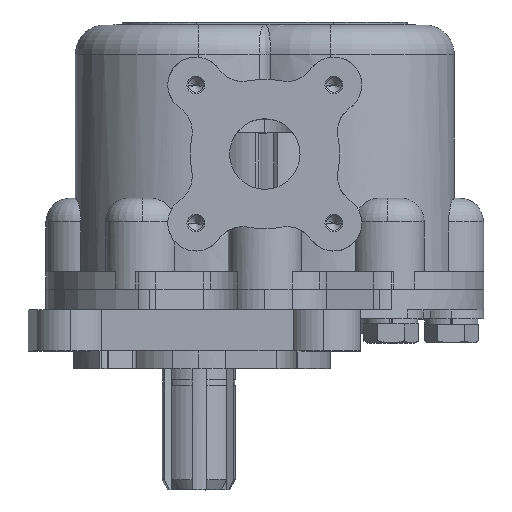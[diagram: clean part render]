
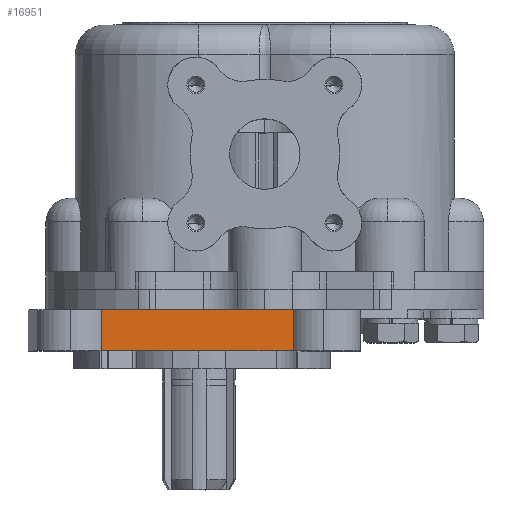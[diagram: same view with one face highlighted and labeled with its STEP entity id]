
A CAD part, top view. The second image highlights one B-rep face of the part: STEP entity #16951.
In plain terms, the highlighted face is planar.
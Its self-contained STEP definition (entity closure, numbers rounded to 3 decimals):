
#390 = CARTESIAN_POINT ( 'NONE',  ( -55.644, 21., -62. ) ) ;
#392 = PLANE ( 'NONE',  #751 ) ;
#394 = DIRECTION ( 'NONE',  ( 0., 0., 1. ) ) ;
#395 = DIRECTION ( 'NONE',  ( 1., 0., 0. ) ) ;
#751 = AXIS2_PLACEMENT_3D ( 'NONE', #390, #394, #395 ) ;
#8763 = LINE ( 'NONE', #11370, #8765 ) ;
#8765 = VECTOR ( 'NONE', #11366, 1000. ) ;
#9105 = LINE ( 'NONE', #12188, #9107 ) ;
#9107 = VECTOR ( 'NONE', #12190, 1000. ) ;
#9291 = LINE ( 'NONE', #13000, #9297 ) ;
#9297 = VECTOR ( 'NONE', #12991, 1000. ) ;
#9298 = LINE ( 'NONE', #12999, #9300 ) ;
#9300 = VECTOR ( 'NONE', #12997, 1000. ) ;
#10488 = CARTESIAN_POINT ( 'NONE',  ( -55.644, 21., -62. ) ) ;
#10524 = CARTESIAN_POINT ( 'NONE',  ( -55.644, 7., -62. ) ) ;
#10918 = CARTESIAN_POINT ( 'NONE',  ( 9.644, 7., -62. ) ) ;
#10952 = CARTESIAN_POINT ( 'NONE',  ( 9.644, 21., -62. ) ) ;
#11366 = DIRECTION ( 'NONE',  ( 0., -1., 0. ) ) ;
#11370 = CARTESIAN_POINT ( 'NONE',  ( 9.644, 21., -62. ) ) ;
#12188 = CARTESIAN_POINT ( 'NONE',  ( -55.644, 21., -62. ) ) ;
#12190 = DIRECTION ( 'NONE',  ( -1., 0., 0. ) ) ;
#12991 = DIRECTION ( 'NONE',  ( -1., 0., 0. ) ) ;
#12997 = DIRECTION ( 'NONE',  ( 0., -1., 0. ) ) ;
#12999 = CARTESIAN_POINT ( 'NONE',  ( -55.644, 21., -62. ) ) ;
#13000 = CARTESIAN_POINT ( 'NONE',  ( -55.644, 7., -62. ) ) ;
#16951 = ADVANCED_FACE ( 'NONE', ( #35375 ), #392, .F. ) ;
#19597 = VERTEX_POINT ( 'NONE', #10488 ) ;
#19633 = VERTEX_POINT ( 'NONE', #10524 ) ;
#20707 = VERTEX_POINT ( 'NONE', #10918 ) ;
#20741 = VERTEX_POINT ( 'NONE', #10952 ) ;
#21215 = EDGE_LOOP ( 'NONE', ( #25561, #25562, #25564, #25566 ) ) ;
#22655 = EDGE_CURVE ( 'NONE', #20741, #20707, #8763, .T. ) ;
#22905 = EDGE_CURVE ( 'NONE', #20741, #19597, #9105, .T. ) ;
#23043 = EDGE_CURVE ( 'NONE', #20707, #19633, #9291, .T. ) ;
#23045 = EDGE_CURVE ( 'NONE', #19597, #19633, #9298, .T. ) ;
#25561 = ORIENTED_EDGE ( 'NONE', *, *, #23043, .T. ) ;
#25562 = ORIENTED_EDGE ( 'NONE', *, *, #23045, .F. ) ;
#25564 = ORIENTED_EDGE ( 'NONE', *, *, #22905, .F. ) ;
#25566 = ORIENTED_EDGE ( 'NONE', *, *, #22655, .T. ) ;
#35375 = FACE_OUTER_BOUND ( 'NONE', #21215, .T. ) ;
